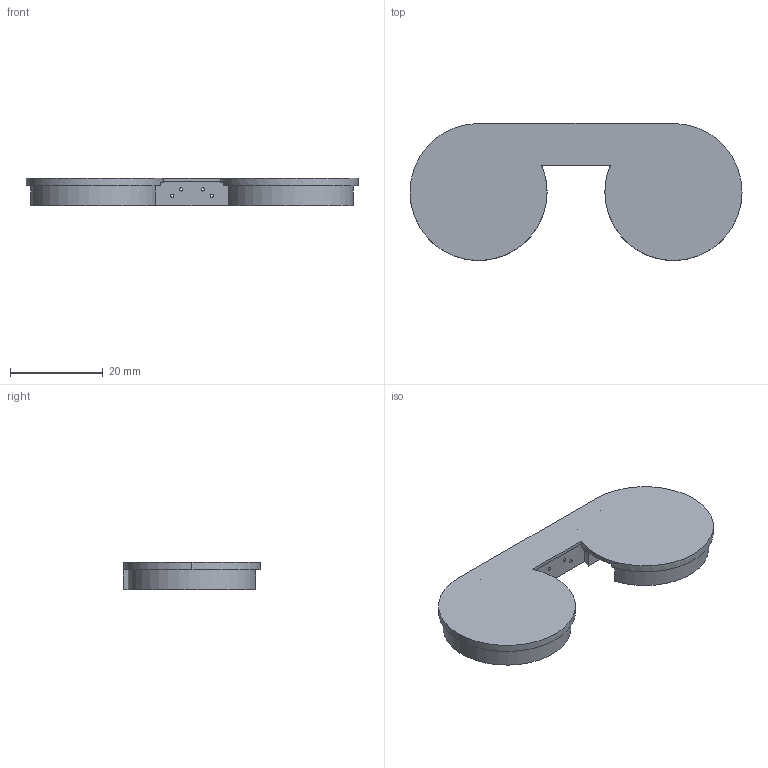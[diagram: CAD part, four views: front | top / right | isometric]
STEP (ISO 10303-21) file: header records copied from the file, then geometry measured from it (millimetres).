
FILE_DESCRIPTION (( 'STEP AP214' ), '1' );
FILE_NAME ('SMASHBOY_AVI_ACI_ASS01_PART05_V01..STEP', '2020-12-17T18:36:39', ( '' ), ( '' ), 'SwSTEP 2.0', 'SolidWorks 2019', '' );
FILE_SCHEMA (( 'AUTOMOTIVE_DESIGN' ));
Length unit declared in the file: millimetre
Products named in the file (1): SMASHBOY_AVI_ACI_ASS01_PART05_V01.
Bounding box: 71.53 x 29.53 x 5.9 mm (x, y, z)
Volume: 6966.7 mm3; surface area: 5401.5 mm2
Topology: 1 solids, 1 shells, 99 faces, 260 edges, 173 vertices
Faces by surface type: plane 54, cylinder 45
Entity records: 3155 total; most frequent: DIRECTION 555, CARTESIAN_POINT 533, ORIENTED_EDGE 520, EDGE_CURVE 260, AXIS2_PLACEMENT_3D 195, VERTEX_POINT 173, LINE 165, VECTOR 165
